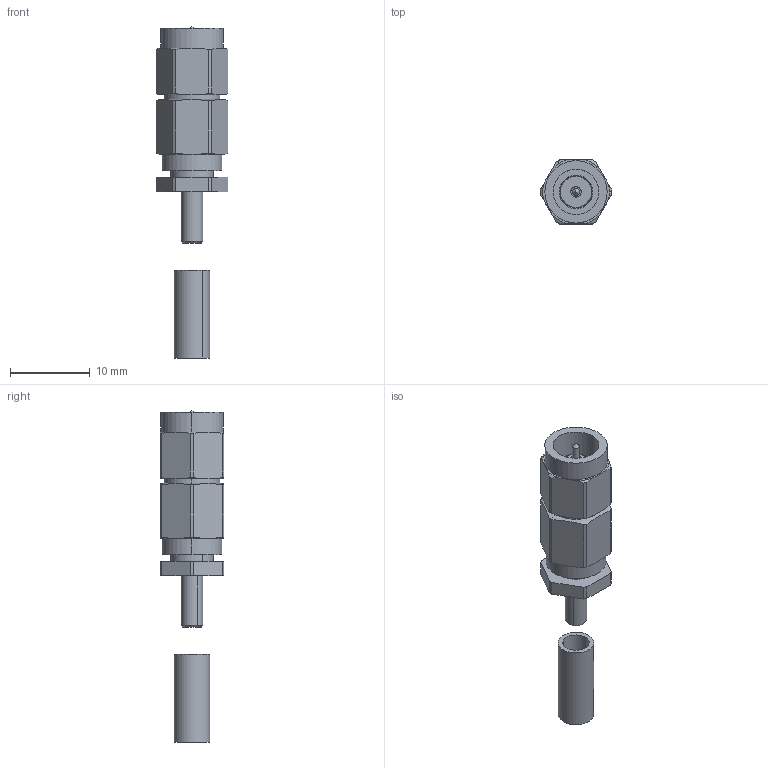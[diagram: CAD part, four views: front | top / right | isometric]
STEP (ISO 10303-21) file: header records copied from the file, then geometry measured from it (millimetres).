
FILE_DESCRIPTION (( 'STEP AP214' ), '1' );
FILE_NAME ('245-CON-SMA-V3.STEP', '2021-02-19T09:21:13', ( '' ), ( '' ), 'SwSTEP 2.0', 'SolidWorks 2017', '' );
FILE_SCHEMA (( 'AUTOMOTIVE_DESIGN' ));
Length unit declared in the file: millimetre
Products named in the file (7): 9245-CON-SMA-UHV-FRONT-V3; 9245-CON-SMA-UHV-CT; 9245-CON-SMA-UHV-BACK-V3; 9245-CON-SMA-UHV-PTFE2-V3; 9245-CON-SMA-UHV-PIN-V3; 245-CON-SMA-V3; 9245-CON-SMA-UHV-PTFE1-V3
Assembly tree (6 placements, depth 2):
  245-CON-SMA-V3
    9245-CON-SMA-UHV-FRONT-V3
    9245-CON-SMA-UHV-PIN-V3
    9245-CON-SMA-UHV-BACK-V3
    9245-CON-SMA-UHV-PTFE1-V3
    9245-CON-SMA-UHV-PTFE2-V3
    9245-CON-SMA-UHV-CT
Bounding box: 9 x 8 x 41.53 mm (x, y, z)
Volume: 996.3 mm3; surface area: 2076.8 mm2
Topology: 7 solids, 7 shells, 153 faces, 356 edges, 230 vertices
Faces by surface type: cylinder 76, plane 47, torus 20, cone 10
Entity records: 4869 total; most frequent: CARTESIAN_POINT 964, DIRECTION 828, ORIENTED_EDGE 704, EDGE_CURVE 352, AXIS2_PLACEMENT_3D 350, VERTEX_POINT 230, CIRCLE 188, EDGE_LOOP 182
